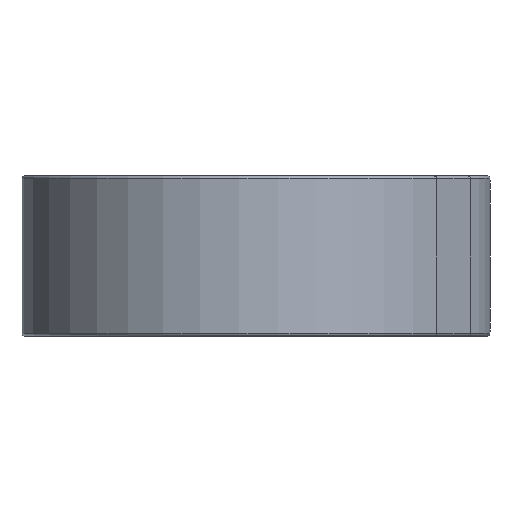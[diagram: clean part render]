
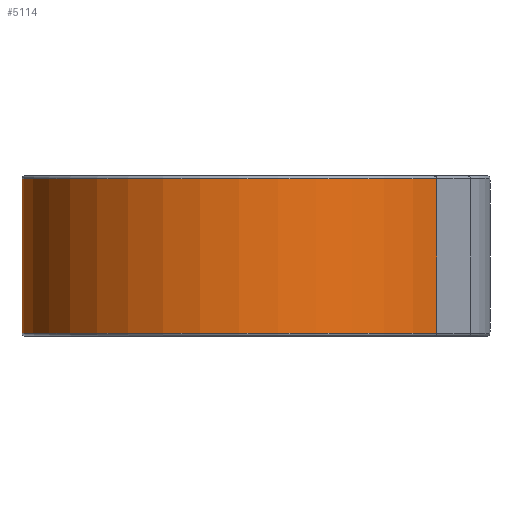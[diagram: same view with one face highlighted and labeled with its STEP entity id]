
A CAD part, left-side view. The second image highlights one B-rep face of the part: STEP entity #5114.
In plain terms, the highlighted cylindrical face has radius 17.85 mm (diameter 35.7 mm), a partial arc.
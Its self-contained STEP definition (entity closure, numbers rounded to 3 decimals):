
#1840=DIRECTION('',(0.,0.,1.));
#1841=VECTOR('',#1840,12.3);
#1842=CARTESIAN_POINT('',(-9.571,-15.067,-6.15));
#1843=LINE('',#1842,#1841);
#1854=CARTESIAN_POINT('',(0.,0.,6.15));
#1855=DIRECTION('',(0.,0.,1.));
#1856=DIRECTION('',(0.875,0.483,0.));
#1857=AXIS2_PLACEMENT_3D('',#1854,#1855,#1856);
#1859=CARTESIAN_POINT('',(0.,0.,-6.15));
#1860=DIRECTION('',(0.,0.,-1.));
#1861=DIRECTION('',(-0.536,-0.844,0.));
#1862=AXIS2_PLACEMENT_3D('',#1859,#1860,#1861);
#1864=DIRECTION('',(0.,0.,1.));
#1865=VECTOR('',#1864,12.3);
#1866=CARTESIAN_POINT('',(15.627,8.627,-6.15));
#1867=LINE('',#1866,#1865);
#2101=CARTESIAN_POINT('',(15.627,8.627,6.15));
#2103=VERTEX_POINT('',#2101);
#2111=CARTESIAN_POINT('',(-9.571,-15.067,6.15));
#2112=VERTEX_POINT('',#2111);
#2147=CARTESIAN_POINT('',(-9.571,-15.067,-6.15));
#2148=VERTEX_POINT('',#2147);
#2151=CARTESIAN_POINT('',(15.627,8.627,-6.15));
#2152=VERTEX_POINT('',#2151);
#5103=CARTESIAN_POINT('',(0.,0.,-6.35));
#5104=DIRECTION('',(0.,0.,1.));
#5105=DIRECTION('',(1.,0.,0.));
#5106=AXIS2_PLACEMENT_3D('',#5103,#5104,#5105);
#5107=CYLINDRICAL_SURFACE('',#5106,17.85);
#5108=ORIENTED_EDGE('',*,*,#5097,.T.);
#5109=ORIENTED_EDGE('',*,*,#5072,.F.);
#5110=ORIENTED_EDGE('',*,*,#2594,.T.);
#5111=ORIENTED_EDGE('',*,*,#2621,.T.);
#5112=EDGE_LOOP('',(#5108,#5109,#5110,#5111));
#5113=FACE_OUTER_BOUND('',#5112,.F.);
#5114=ADVANCED_FACE('',(#5113),#5107,.T.);
#1858=CIRCLE('',#1857,17.85);
#1863=CIRCLE('',#1862,17.85);
#2594=EDGE_CURVE('',#2148,#2152,#1863,.T.);
#2621=EDGE_CURVE('',#2152,#2103,#1867,.T.);
#5072=EDGE_CURVE('',#2148,#2112,#1843,.T.);
#5097=EDGE_CURVE('',#2103,#2112,#1858,.T.);
